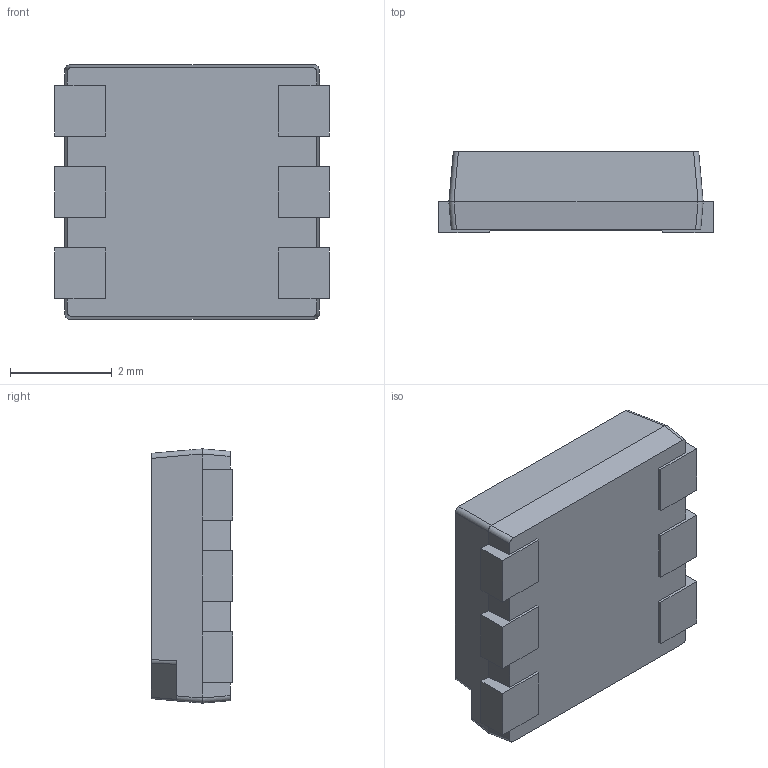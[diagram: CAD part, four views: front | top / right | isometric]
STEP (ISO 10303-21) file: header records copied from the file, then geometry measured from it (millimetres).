
FILE_DESCRIPTION (( 'STEP AP214' ), '1' );
FILE_NAME ('SK9822.step', '2018-12-20T11:16:22+00:00', 'Stefan Hamminga', '', '', '', '');
FILE_SCHEMA (( 'AUTOMOTIVE_DESIGN' ));
Length unit declared in the file: millimetre
Products named in the file (1): SK9822
Bounding box: 5.4 x 1.6 x 5 mm (x, y, z)
Volume: 38.5 mm3; surface area: 113.5 mm2
Topology: 2 solids, 2 shells, 71 faces, 178 edges, 112 vertices
Faces by surface type: plane 57, cylinder 10, cone 4
Entity records: 2840 total; most frequent: CARTESIAN_POINT 410, ORIENTED_EDGE 356, DIRECTION 314, EDGE_CURVE 178, VECTOR 154, LINE 154, VERTEX_POINT 112, AXIS2_PLACEMENT_3D 80
